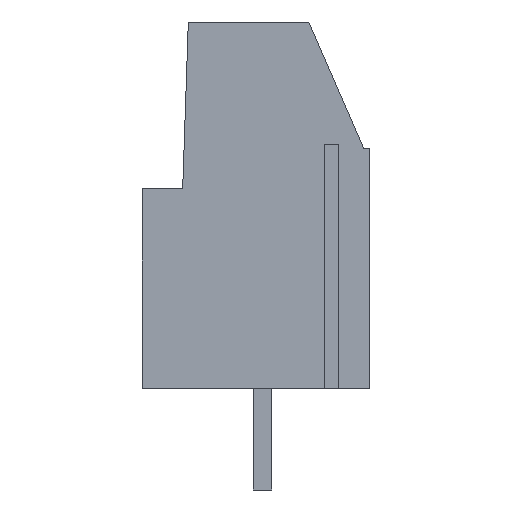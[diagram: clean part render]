
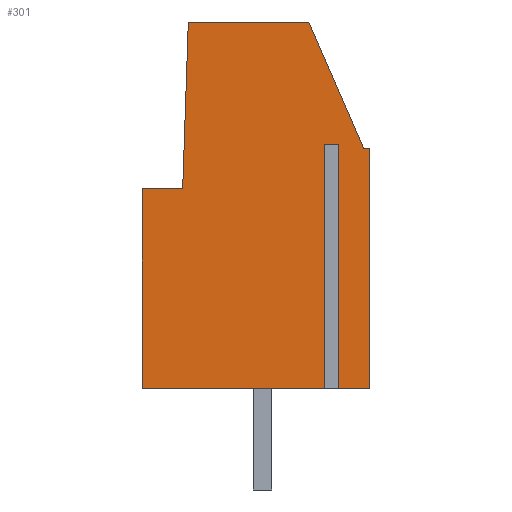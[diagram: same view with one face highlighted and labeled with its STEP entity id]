
A CAD part, left-side view. The second image highlights one B-rep face of the part: STEP entity #301.
In plain terms, the highlighted planar face has unit normal (-1, 0, 0).
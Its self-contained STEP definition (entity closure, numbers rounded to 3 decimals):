
#13=DIRECTION('',(0.,0.,1.));
#21=EDGE_CURVE('',#22,#24,#26,.T.);
#22=VERTEX_POINT('',#23);
#23=CARTESIAN_POINT('',(-2.54,-5.283,0.));
#24=VERTEX_POINT('',#25);
#25=CARTESIAN_POINT('',(-2.54,-3.562,0.));
#26=LINE('',#23,#27);
#27=VECTOR('',#28,1.);
#28=DIRECTION('',(0.,1.,0.));
#35=DIRECTION('',(1.,0.,0.));
#53=VECTOR('',#54,1.);
#54=DIRECTION('',(0.,-1.,0.));
#68=VERTEX_POINT('',#69);
#69=CARTESIAN_POINT('',(-2.54,5.917,0.));
#72=EDGE_CURVE('',#73,#68,#26,.T.);
#73=VERTEX_POINT('',#74);
#74=CARTESIAN_POINT('',(-2.54,-3.205,0.));
#301=ADVANCED_FACE('',(#302),#361,.F.);
#302=FACE_BOUND('',#303,.F.);
#303=EDGE_LOOP('',(#304,#313,#318,#324,#325,#331,#336,#339,#340,#345,#350,#357));
#304=ORIENTED_EDGE('',*,*,#305,.T.);
#305=EDGE_CURVE('',#306,#308,#310,.T.);
#306=VERTEX_POINT('',#307);
#307=CARTESIAN_POINT('',(-2.54,-2.283,18.));
#308=VERTEX_POINT('',#309);
#309=CARTESIAN_POINT('',(-2.54,-4.983,11.8));
#310=LINE('',#307,#311);
#311=VECTOR('',#312,1.);
#312=DIRECTION('',(0.,-0.399,-0.917));
#313=ORIENTED_EDGE('',*,*,#314,.T.);
#314=EDGE_CURVE('',#308,#315,#317,.T.);
#315=VERTEX_POINT('',#316);
#316=CARTESIAN_POINT('',(-2.54,-5.283,11.8));
#317=LINE('',#309,#53);
#318=ORIENTED_EDGE('',*,*,#319,.T.);
#319=EDGE_CURVE('',#315,#22,#320,.T.);
#320=LINE('',#321,#322);
#321=CARTESIAN_POINT('',(-2.54,-5.283,18.));
#322=VECTOR('',#323,1.);
#323=DIRECTION('',(0.,0.,-1.));
#324=ORIENTED_EDGE('',*,*,#21,.T.);
#325=ORIENTED_EDGE('',*,*,#326,.T.);
#326=EDGE_CURVE('',#24,#327,#329,.T.);
#327=VERTEX_POINT('',#328);
#328=CARTESIAN_POINT('',(-2.54,-3.562,12.));
#329=LINE('',#25,#330);
#330=VECTOR('',#13,1.);
#331=ORIENTED_EDGE('',*,*,#332,.T.);
#332=EDGE_CURVE('',#327,#333,#335,.T.);
#333=VERTEX_POINT('',#334);
#334=CARTESIAN_POINT('',(-2.54,-3.205,12.));
#335=LINE('',#328,#27);
#336=ORIENTED_EDGE('',*,*,#337,.F.);
#337=EDGE_CURVE('',#73,#333,#338,.T.);
#338=LINE('',#74,#330);
#339=ORIENTED_EDGE('',*,*,#72,.T.);
#340=ORIENTED_EDGE('',*,*,#341,.T.);
#341=EDGE_CURVE('',#68,#342,#344,.T.);
#342=VERTEX_POINT('',#343);
#343=CARTESIAN_POINT('',(-2.54,5.917,9.8));
#344=LINE('',#69,#330);
#345=ORIENTED_EDGE('',*,*,#346,.F.);
#346=EDGE_CURVE('',#347,#342,#349,.T.);
#347=VERTEX_POINT('',#348);
#348=CARTESIAN_POINT('',(-2.54,3.92,9.8));
#349=LINE('',#348,#27);
#350=ORIENTED_EDGE('',*,*,#351,.F.);
#351=EDGE_CURVE('',#352,#347,#354,.T.);
#352=VERTEX_POINT('',#353);
#353=CARTESIAN_POINT('',(-2.54,3.644,18.));
#354=LINE('',#353,#355);
#355=VECTOR('',#356,1.);
#356=DIRECTION('',(0.,0.034,-0.999));
#357=ORIENTED_EDGE('',*,*,#358,.T.);
#358=EDGE_CURVE('',#352,#306,#359,.T.);
#359=LINE('',#360,#53);
#360=CARTESIAN_POINT('',(-2.54,5.917,18.));
#361=PLANE('',#362);
#362=AXIS2_PLACEMENT_3D('',#363,#35,#364);
#363=CARTESIAN_POINT('',(-2.54,0.317,9.));
#364=DIRECTION('',(-0.,0.,1.));
